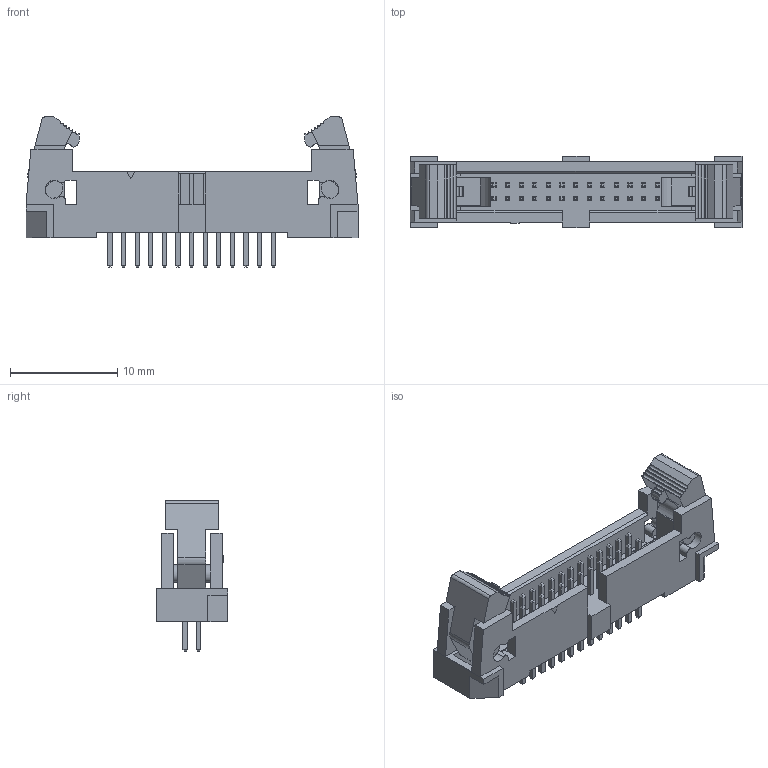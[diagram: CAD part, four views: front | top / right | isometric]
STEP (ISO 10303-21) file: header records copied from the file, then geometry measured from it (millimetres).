
FILE_DESCRIPTION(/* description */ (''),/* implementation_level */ '2;1');
FILE_NAME(/* name */ 'HARWIN_M50-3551342.stp',/* time_stamp */ '2016-06-14T16:05:06+02:00',/* author */ ('riccim'),/* organization */ (''),/* preprocessor_version */ 'ST-DEVELOPER v15.5',/* originating_system */ 'AutoCAD Mechanical',/* authorisation */ '');
FILE_SCHEMA (('AUTOMOTIVE_DESIGN { 1 0 10303 214 3 1 1 }'));
Length unit declared in the file: millimetre
Products named in the file (1): Product
Bounding box: 30.99 x 6.67 x 14.02 mm (x, y, z)
Volume: 834.2 mm3; surface area: 1939.1 mm2
Topology: 29 solids, 29 shells, 942 faces, 2256 edges, 1400 vertices
Faces by surface type: plane 888, cylinder 48, bspline 6
Entity records: 26645 total; most frequent: CARTESIAN_POINT 4705, ORIENTED_EDGE 4512, DIRECTION 4248, EDGE_CURVE 2256, LINE 2122, VECTOR 2122, VERTEX_POINT 1400, AXIS2_PLACEMENT_3D 1063
